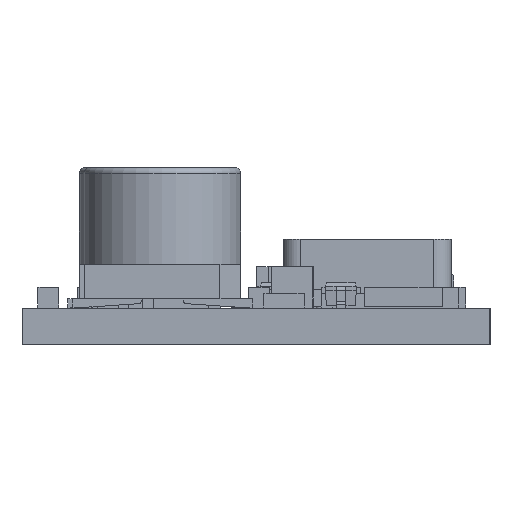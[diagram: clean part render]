
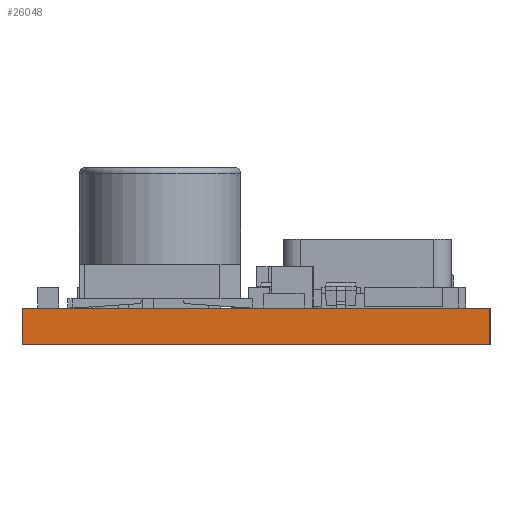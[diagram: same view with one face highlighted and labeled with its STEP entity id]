
A CAD part, left-side view. The second image highlights one B-rep face of the part: STEP entity #26048.
In plain terms, the highlighted planar face has unit normal (-1, 0, 0).
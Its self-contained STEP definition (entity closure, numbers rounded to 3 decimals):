
#1721 = CARTESIAN_POINT ( 'NONE',  ( 0., 20.32, 0. ) ) ;
#3098 = LINE ( 'NONE', #53204, #16537 ) ;
#3699 = EDGE_CURVE ( 'NONE', #25811, #28699, #38154, .T. ) ;
#5241 = CARTESIAN_POINT ( 'NONE',  ( 0., 0., 1.575 ) ) ;
#6634 = PLANE ( 'NONE',  #38750 ) ;
#7022 = CARTESIAN_POINT ( 'NONE',  ( 0., 20.32, 0. ) ) ;
#7849 = DIRECTION ( 'NONE',  ( 0., -1., 0. ) ) ;
#14174 = ORIENTED_EDGE ( 'NONE', *, *, #21336, .T. ) ;
#16537 = VECTOR ( 'NONE', #34801, 1000. ) ;
#17845 = EDGE_CURVE ( 'NONE', #29028, #28699, #41669, .T. ) ;
#19078 = FACE_OUTER_BOUND ( 'NONE', #29500, .T. ) ;
#20477 = VECTOR ( 'NONE', #53141, 1000. ) ;
#21336 = EDGE_CURVE ( 'NONE', #30981, #29028, #3098, .T. ) ;
#21689 = DIRECTION ( 'NONE',  ( 0., 0., -1. ) ) ;
#23157 = ORIENTED_EDGE ( 'NONE', *, *, #3699, .F. ) ;
#25811 = VERTEX_POINT ( 'NONE', #5241 ) ;
#26048 = ADVANCED_FACE ( 'NONE', ( #19078 ), #6634, .F. ) ;
#26109 = CARTESIAN_POINT ( 'NONE',  ( 0., 20.32, 1.575 ) ) ;
#26110 = VECTOR ( 'NONE', #21689, 1000. ) ;
#27618 = ORIENTED_EDGE ( 'NONE', *, *, #32554, .F. ) ;
#28699 = VERTEX_POINT ( 'NONE', #45092 ) ;
#29028 = VERTEX_POINT ( 'NONE', #7022 ) ;
#29500 = EDGE_LOOP ( 'NONE', ( #52214, #23157, #27618, #14174 ) ) ;
#30244 = CARTESIAN_POINT ( 'NONE',  ( 0., 20.32, 1.575 ) ) ;
#30981 = VERTEX_POINT ( 'NONE', #26109 ) ;
#32554 = EDGE_CURVE ( 'NONE', #30981, #25811, #50094, .T. ) ;
#34801 = DIRECTION ( 'NONE',  ( 0., 0., -1. ) ) ;
#35124 = DIRECTION ( 'NONE',  ( 0., 0., -1. ) ) ;
#35537 = CARTESIAN_POINT ( 'NONE',  ( 0., 0., 1.575 ) ) ;
#38084 = VECTOR ( 'NONE', #7849, 1000. ) ;
#38154 = LINE ( 'NONE', #35537, #26110 ) ;
#38750 = AXIS2_PLACEMENT_3D ( 'NONE', #43406, #48754, #35124 ) ;
#41669 = LINE ( 'NONE', #1721, #20477 ) ;
#43406 = CARTESIAN_POINT ( 'NONE',  ( 0., 20.32, 1.575 ) ) ;
#45092 = CARTESIAN_POINT ( 'NONE',  ( 0., 0., 0. ) ) ;
#48754 = DIRECTION ( 'NONE',  ( 1., 0., 0. ) ) ;
#50094 = LINE ( 'NONE', #30244, #38084 ) ;
#52214 = ORIENTED_EDGE ( 'NONE', *, *, #17845, .T. ) ;
#53141 = DIRECTION ( 'NONE',  ( 0., -1., 0. ) ) ;
#53204 = CARTESIAN_POINT ( 'NONE',  ( 0., 20.32, 1.575 ) ) ;
